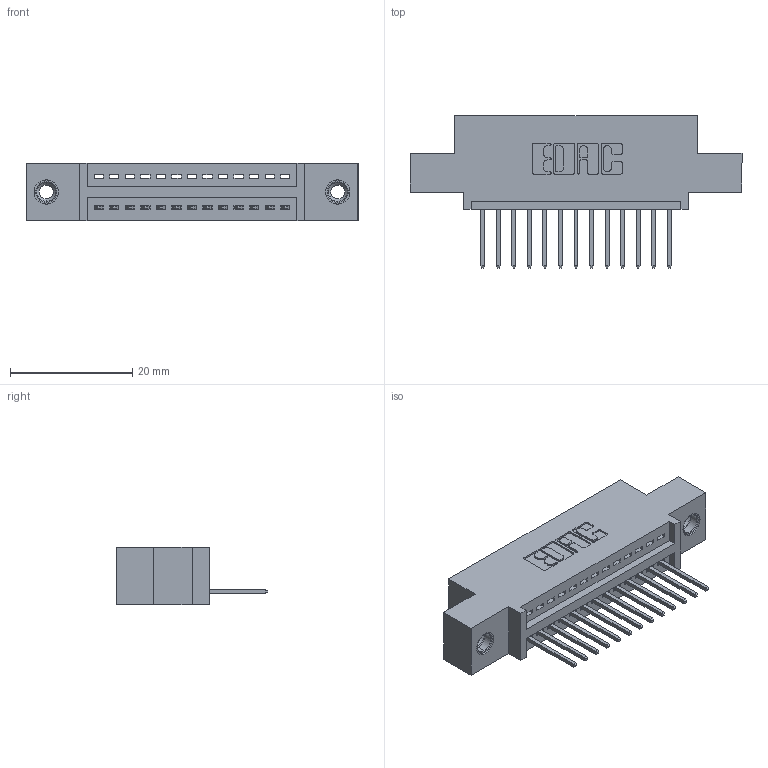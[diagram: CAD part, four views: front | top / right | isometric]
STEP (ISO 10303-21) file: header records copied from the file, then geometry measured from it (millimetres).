
FILE_DESCRIPTION (( 'STEP AP203' ), '1' );
FILE_NAME ('395-013-523-408.STEP', '2019-10-16T02:21:21', ( '' ), ( '' ), 'SwSTEP 2.0', 'SolidWorks 2016', '' );
FILE_SCHEMA (( 'CONFIG_CONTROL_DESIGN' ));
Length unit declared in the file: inch
Products named in the file (4): 345 Part_0.110 Offset - 0.156 Dia-TI; 345-292-001_345-293-123; 345-250-001_345-250-003-102; 395-013-523-408
Assembly tree (16 placements, depth 2):
  395-013-523-408
    345 Part_0.110 Offset - 0.156 Dia-TI
    345-292-001_345-293-123  x13
    345-250-001_345-250-003-102  x2
Bounding box: 54.23 x 24.82 x 9.4 mm (x, y, z)
Volume: 4828.3 mm3; surface area: 6137.4 mm2
Topology: 16 solids, 16 shells, 944 faces, 2777 edges, 1826 vertices
Faces by surface type: plane 636, cylinder 292, cone 12, torus 4
Entity records: 15024 total; most frequent: CARTESIAN_POINT 2586, ORIENTED_EDGE 2526, DIRECTION 2327, EDGE_CURVE 1263, VECTOR 1059, LINE 1059, VERTEX_POINT 836, AXIS2_PLACEMENT_3D 634
